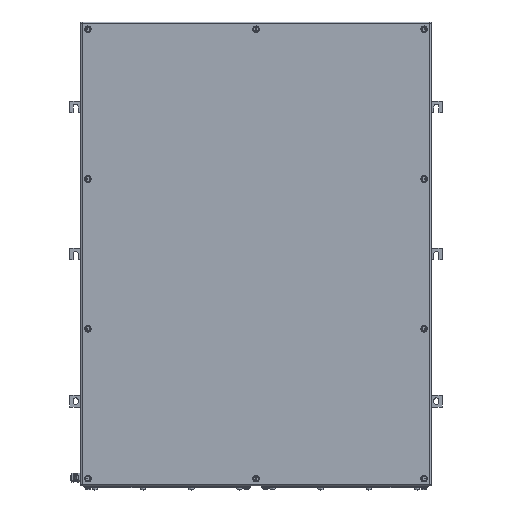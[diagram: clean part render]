
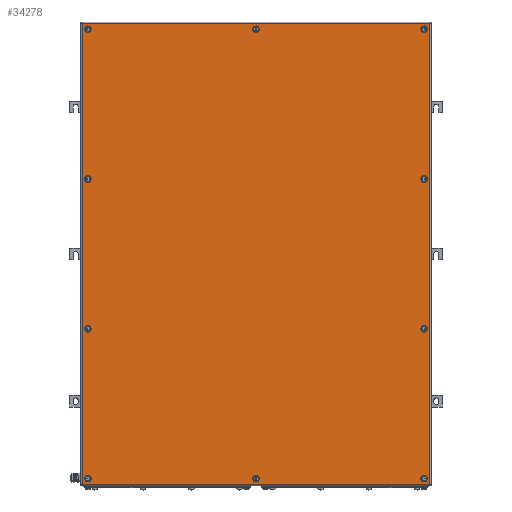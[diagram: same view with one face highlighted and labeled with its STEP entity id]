
A CAD part, top view. The second image highlights one B-rep face of the part: STEP entity #34278.
In plain terms, the highlighted planar face has unit normal (0, 0, 1).
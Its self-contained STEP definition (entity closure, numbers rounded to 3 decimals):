
#34044=AXIS2_PLACEMENT_3D('Circle Axis2P3D',#34042,#34043,$) ;
#34071=AXIS2_PLACEMENT_3D('Plane Axis2P3D',#34068,#34069,#34070) ;
#34109=AXIS2_PLACEMENT_3D('Circle Axis2P3D',#34107,#34108,$) ;
#34118=AXIS2_PLACEMENT_3D('Circle Axis2P3D',#34116,#34117,$) ;
#34127=AXIS2_PLACEMENT_3D('Circle Axis2P3D',#34125,#34126,$) ;
#34136=AXIS2_PLACEMENT_3D('Circle Axis2P3D',#34134,#34135,$) ;
#34145=AXIS2_PLACEMENT_3D('Circle Axis2P3D',#34143,#34144,$) ;
#34154=AXIS2_PLACEMENT_3D('Circle Axis2P3D',#34152,#34153,$) ;
#34163=AXIS2_PLACEMENT_3D('Circle Axis2P3D',#34161,#34162,$) ;
#34172=AXIS2_PLACEMENT_3D('Circle Axis2P3D',#34170,#34171,$) ;
#34181=AXIS2_PLACEMENT_3D('Circle Axis2P3D',#34179,#34180,$) ;
#34190=AXIS2_PLACEMENT_3D('Circle Axis2P3D',#34188,#34189,$) ;
#34199=AXIS2_PLACEMENT_3D('Circle Axis2P3D',#34197,#34198,$) ;
#34208=AXIS2_PLACEMENT_3D('Circle Axis2P3D',#34206,#34207,$) ;
#34217=AXIS2_PLACEMENT_3D('Circle Axis2P3D',#34215,#34216,$) ;
#34226=AXIS2_PLACEMENT_3D('Circle Axis2P3D',#34224,#34225,$) ;
#34235=AXIS2_PLACEMENT_3D('Circle Axis2P3D',#34233,#34234,$) ;
#34244=AXIS2_PLACEMENT_3D('Circle Axis2P3D',#34242,#34243,$) ;
#34253=AXIS2_PLACEMENT_3D('Circle Axis2P3D',#34251,#34252,$) ;
#34262=AXIS2_PLACEMENT_3D('Circle Axis2P3D',#34260,#34261,$) ;
#34271=AXIS2_PLACEMENT_3D('Circle Axis2P3D',#34269,#34270,$) ;
#34039=CARTESIAN_POINT('Vertex',(41.5,659.167,203.5)) ;
#34042=CARTESIAN_POINT('Axis2P3D Location',(38.,659.167,203.5)) ;
#34046=CARTESIAN_POINT('Vertex',(34.5,659.167,203.5)) ;
#34068=CARTESIAN_POINT('Axis2P3D Location',(395.5,501.,203.5)) ;
#34073=CARTESIAN_POINT('Line Origine',(395.5,990.5,203.5)) ;
#34077=CARTESIAN_POINT('Vertex',(765.,990.5,203.5)) ;
#34079=CARTESIAN_POINT('Vertex',(26.,990.5,203.5)) ;
#34082=CARTESIAN_POINT('Line Origine',(26.,501.,203.5)) ;
#34086=CARTESIAN_POINT('Vertex',(26.,11.5,203.5)) ;
#34089=CARTESIAN_POINT('Line Origine',(395.5,11.5,203.5)) ;
#34093=CARTESIAN_POINT('Vertex',(765.,11.5,203.5)) ;
#34096=CARTESIAN_POINT('Line Origine',(765.,501.,203.5)) ;
#34107=CARTESIAN_POINT('Axis2P3D Location',(38.,659.167,203.5)) ;
#34116=CARTESIAN_POINT('Axis2P3D Location',(38.,342.833,203.5)) ;
#34120=CARTESIAN_POINT('Vertex',(34.5,342.833,203.5)) ;
#34122=CARTESIAN_POINT('Vertex',(41.5,342.833,203.5)) ;
#34125=CARTESIAN_POINT('Axis2P3D Location',(38.,342.833,203.5)) ;
#34134=CARTESIAN_POINT('Axis2P3D Location',(753.,342.833,203.5)) ;
#34138=CARTESIAN_POINT('Vertex',(756.5,342.833,203.5)) ;
#34140=CARTESIAN_POINT('Vertex',(749.5,342.833,203.5)) ;
#34143=CARTESIAN_POINT('Axis2P3D Location',(753.,342.833,203.5)) ;
#34152=CARTESIAN_POINT('Axis2P3D Location',(753.,659.167,203.5)) ;
#34156=CARTESIAN_POINT('Vertex',(756.5,659.167,203.5)) ;
#34158=CARTESIAN_POINT('Vertex',(749.5,659.167,203.5)) ;
#34161=CARTESIAN_POINT('Axis2P3D Location',(753.,659.167,203.5)) ;
#34170=CARTESIAN_POINT('Axis2P3D Location',(395.5,23.5,203.5)) ;
#34174=CARTESIAN_POINT('Vertex',(399.,23.5,203.5)) ;
#34176=CARTESIAN_POINT('Vertex',(392.,23.5,203.5)) ;
#34179=CARTESIAN_POINT('Axis2P3D Location',(395.5,23.5,203.5)) ;
#34188=CARTESIAN_POINT('Axis2P3D Location',(395.5,978.5,203.5)) ;
#34192=CARTESIAN_POINT('Vertex',(399.,978.5,203.5)) ;
#34194=CARTESIAN_POINT('Vertex',(392.,978.5,203.5)) ;
#34197=CARTESIAN_POINT('Axis2P3D Location',(395.5,978.5,203.5)) ;
#34206=CARTESIAN_POINT('Axis2P3D Location',(38.,978.5,203.5)) ;
#34210=CARTESIAN_POINT('Vertex',(34.5,978.5,203.5)) ;
#34212=CARTESIAN_POINT('Vertex',(41.5,978.5,203.5)) ;
#34215=CARTESIAN_POINT('Axis2P3D Location',(38.,978.5,203.5)) ;
#34224=CARTESIAN_POINT('Axis2P3D Location',(38.,23.5,203.5)) ;
#34228=CARTESIAN_POINT('Vertex',(34.5,23.5,203.5)) ;
#34230=CARTESIAN_POINT('Vertex',(41.5,23.5,203.5)) ;
#34233=CARTESIAN_POINT('Axis2P3D Location',(38.,23.5,203.5)) ;
#34242=CARTESIAN_POINT('Axis2P3D Location',(753.,23.5,203.5)) ;
#34246=CARTESIAN_POINT('Vertex',(756.5,23.5,203.5)) ;
#34248=CARTESIAN_POINT('Vertex',(749.5,23.5,203.5)) ;
#34251=CARTESIAN_POINT('Axis2P3D Location',(753.,23.5,203.5)) ;
#34260=CARTESIAN_POINT('Axis2P3D Location',(753.,978.5,203.5)) ;
#34264=CARTESIAN_POINT('Vertex',(756.5,978.5,203.5)) ;
#34266=CARTESIAN_POINT('Vertex',(749.5,978.5,203.5)) ;
#34269=CARTESIAN_POINT('Axis2P3D Location',(753.,978.5,203.5)) ;
#34043=DIRECTION('Axis2P3D Direction',(0.,0.,1.)) ;
#34069=DIRECTION('Axis2P3D Direction',(0.,0.,1.)) ;
#34070=DIRECTION('Axis2P3D XDirection',(1.,0.,0.)) ;
#34074=DIRECTION('Vector Direction',(1.,0.,0.)) ;
#34083=DIRECTION('Vector Direction',(0.,-1.,0.)) ;
#34090=DIRECTION('Vector Direction',(1.,0.,0.)) ;
#34097=DIRECTION('Vector Direction',(0.,1.,0.)) ;
#34108=DIRECTION('Axis2P3D Direction',(0.,0.,1.)) ;
#34117=DIRECTION('Axis2P3D Direction',(0.,0.,1.)) ;
#34126=DIRECTION('Axis2P3D Direction',(0.,0.,1.)) ;
#34135=DIRECTION('Axis2P3D Direction',(0.,0.,1.)) ;
#34144=DIRECTION('Axis2P3D Direction',(0.,0.,1.)) ;
#34153=DIRECTION('Axis2P3D Direction',(0.,0.,1.)) ;
#34162=DIRECTION('Axis2P3D Direction',(0.,0.,1.)) ;
#34171=DIRECTION('Axis2P3D Direction',(0.,0.,1.)) ;
#34180=DIRECTION('Axis2P3D Direction',(0.,0.,1.)) ;
#34189=DIRECTION('Axis2P3D Direction',(0.,0.,1.)) ;
#34198=DIRECTION('Axis2P3D Direction',(0.,0.,1.)) ;
#34207=DIRECTION('Axis2P3D Direction',(0.,0.,1.)) ;
#34216=DIRECTION('Axis2P3D Direction',(0.,0.,1.)) ;
#34225=DIRECTION('Axis2P3D Direction',(0.,0.,1.)) ;
#34234=DIRECTION('Axis2P3D Direction',(0.,0.,1.)) ;
#34243=DIRECTION('Axis2P3D Direction',(0.,0.,1.)) ;
#34252=DIRECTION('Axis2P3D Direction',(0.,0.,1.)) ;
#34261=DIRECTION('Axis2P3D Direction',(0.,0.,1.)) ;
#34270=DIRECTION('Axis2P3D Direction',(0.,0.,1.)) ;
#34075=VECTOR('Line Direction',#34074,1.) ;
#34084=VECTOR('Line Direction',#34083,1.) ;
#34091=VECTOR('Line Direction',#34090,1.) ;
#34098=VECTOR('Line Direction',#34097,1.) ;
#34102=ORIENTED_EDGE('',*,*,#34081,.T.) ;
#34103=ORIENTED_EDGE('',*,*,#34088,.T.) ;
#34104=ORIENTED_EDGE('',*,*,#34095,.T.) ;
#34105=ORIENTED_EDGE('',*,*,#34100,.T.) ;
#34113=ORIENTED_EDGE('',*,*,#34111,.F.) ;
#34114=ORIENTED_EDGE('',*,*,#34048,.F.) ;
#34131=ORIENTED_EDGE('',*,*,#34124,.F.) ;
#34132=ORIENTED_EDGE('',*,*,#34129,.F.) ;
#34149=ORIENTED_EDGE('',*,*,#34142,.F.) ;
#34150=ORIENTED_EDGE('',*,*,#34147,.F.) ;
#34167=ORIENTED_EDGE('',*,*,#34160,.F.) ;
#34168=ORIENTED_EDGE('',*,*,#34165,.F.) ;
#34185=ORIENTED_EDGE('',*,*,#34178,.F.) ;
#34186=ORIENTED_EDGE('',*,*,#34183,.F.) ;
#34203=ORIENTED_EDGE('',*,*,#34196,.F.) ;
#34204=ORIENTED_EDGE('',*,*,#34201,.F.) ;
#34221=ORIENTED_EDGE('',*,*,#34214,.F.) ;
#34222=ORIENTED_EDGE('',*,*,#34219,.F.) ;
#34239=ORIENTED_EDGE('',*,*,#34232,.F.) ;
#34240=ORIENTED_EDGE('',*,*,#34237,.F.) ;
#34257=ORIENTED_EDGE('',*,*,#34250,.F.) ;
#34258=ORIENTED_EDGE('',*,*,#34255,.F.) ;
#34275=ORIENTED_EDGE('',*,*,#34268,.F.) ;
#34276=ORIENTED_EDGE('',*,*,#34273,.F.) ;
#34115=FACE_BOUND('',#34112,.T.) ;
#34133=FACE_BOUND('',#34130,.T.) ;
#34151=FACE_BOUND('',#34148,.T.) ;
#34169=FACE_BOUND('',#34166,.T.) ;
#34187=FACE_BOUND('',#34184,.T.) ;
#34205=FACE_BOUND('',#34202,.T.) ;
#34223=FACE_BOUND('',#34220,.T.) ;
#34241=FACE_BOUND('',#34238,.T.) ;
#34259=FACE_BOUND('',#34256,.T.) ;
#34277=FACE_BOUND('',#34274,.T.) ;
#34278=ADVANCED_FACE('ZUB_KTB_FS_987420_1GP_AllCATPart.2\\ZUB_DE_KTB_FS_.1\\DE_KTB_MH_PART_MASTER.1\\Koerper.2',(#34106,#34115,#34133,#34151,#34169,#34187,#34205,#34223,#34241,#34259,#34277),#34072,.T.) ;
#34045=CIRCLE('generated circle',#34044,3.5) ;
#34110=CIRCLE('generated circle',#34109,3.5) ;
#34119=CIRCLE('generated circle',#34118,3.5) ;
#34128=CIRCLE('generated circle',#34127,3.5) ;
#34137=CIRCLE('generated circle',#34136,3.5) ;
#34146=CIRCLE('generated circle',#34145,3.5) ;
#34155=CIRCLE('generated circle',#34154,3.5) ;
#34164=CIRCLE('generated circle',#34163,3.5) ;
#34173=CIRCLE('generated circle',#34172,3.5) ;
#34182=CIRCLE('generated circle',#34181,3.5) ;
#34191=CIRCLE('generated circle',#34190,3.5) ;
#34200=CIRCLE('generated circle',#34199,3.5) ;
#34209=CIRCLE('generated circle',#34208,3.5) ;
#34218=CIRCLE('generated circle',#34217,3.5) ;
#34227=CIRCLE('generated circle',#34226,3.5) ;
#34236=CIRCLE('generated circle',#34235,3.5) ;
#34245=CIRCLE('generated circle',#34244,3.5) ;
#34254=CIRCLE('generated circle',#34253,3.5) ;
#34263=CIRCLE('generated circle',#34262,3.5) ;
#34272=CIRCLE('generated circle',#34271,3.5) ;
#34048=EDGE_CURVE('',#34040,#34047,#34045,.T.) ;
#34081=EDGE_CURVE('',#34078,#34080,#34076,.F.) ;
#34088=EDGE_CURVE('',#34080,#34087,#34085,.T.) ;
#34095=EDGE_CURVE('',#34087,#34094,#34092,.T.) ;
#34100=EDGE_CURVE('',#34094,#34078,#34099,.T.) ;
#34111=EDGE_CURVE('',#34047,#34040,#34110,.T.) ;
#34124=EDGE_CURVE('',#34121,#34123,#34119,.T.) ;
#34129=EDGE_CURVE('',#34123,#34121,#34128,.T.) ;
#34142=EDGE_CURVE('',#34139,#34141,#34137,.T.) ;
#34147=EDGE_CURVE('',#34141,#34139,#34146,.T.) ;
#34160=EDGE_CURVE('',#34157,#34159,#34155,.T.) ;
#34165=EDGE_CURVE('',#34159,#34157,#34164,.T.) ;
#34178=EDGE_CURVE('',#34175,#34177,#34173,.T.) ;
#34183=EDGE_CURVE('',#34177,#34175,#34182,.T.) ;
#34196=EDGE_CURVE('',#34193,#34195,#34191,.T.) ;
#34201=EDGE_CURVE('',#34195,#34193,#34200,.T.) ;
#34214=EDGE_CURVE('',#34211,#34213,#34209,.T.) ;
#34219=EDGE_CURVE('',#34213,#34211,#34218,.T.) ;
#34232=EDGE_CURVE('',#34229,#34231,#34227,.T.) ;
#34237=EDGE_CURVE('',#34231,#34229,#34236,.T.) ;
#34250=EDGE_CURVE('',#34247,#34249,#34245,.T.) ;
#34255=EDGE_CURVE('',#34249,#34247,#34254,.T.) ;
#34268=EDGE_CURVE('',#34265,#34267,#34263,.T.) ;
#34273=EDGE_CURVE('',#34267,#34265,#34272,.T.) ;
#34101=EDGE_LOOP('',(#34102,#34103,#34104,#34105)) ;
#34112=EDGE_LOOP('',(#34113,#34114)) ;
#34130=EDGE_LOOP('',(#34131,#34132)) ;
#34148=EDGE_LOOP('',(#34149,#34150)) ;
#34166=EDGE_LOOP('',(#34167,#34168)) ;
#34184=EDGE_LOOP('',(#34185,#34186)) ;
#34202=EDGE_LOOP('',(#34203,#34204)) ;
#34220=EDGE_LOOP('',(#34221,#34222)) ;
#34238=EDGE_LOOP('',(#34239,#34240)) ;
#34256=EDGE_LOOP('',(#34257,#34258)) ;
#34274=EDGE_LOOP('',(#34275,#34276)) ;
#34106=FACE_OUTER_BOUND('',#34101,.T.) ;
#34076=LINE('Line',#34073,#34075) ;
#34085=LINE('Line',#34082,#34084) ;
#34092=LINE('Line',#34089,#34091) ;
#34099=LINE('Line',#34096,#34098) ;
#34072=PLANE('',#34071) ;
#34040=VERTEX_POINT('',#34039) ;
#34047=VERTEX_POINT('',#34046) ;
#34078=VERTEX_POINT('',#34077) ;
#34080=VERTEX_POINT('',#34079) ;
#34087=VERTEX_POINT('',#34086) ;
#34094=VERTEX_POINT('',#34093) ;
#34121=VERTEX_POINT('',#34120) ;
#34123=VERTEX_POINT('',#34122) ;
#34139=VERTEX_POINT('',#34138) ;
#34141=VERTEX_POINT('',#34140) ;
#34157=VERTEX_POINT('',#34156) ;
#34159=VERTEX_POINT('',#34158) ;
#34175=VERTEX_POINT('',#34174) ;
#34177=VERTEX_POINT('',#34176) ;
#34193=VERTEX_POINT('',#34192) ;
#34195=VERTEX_POINT('',#34194) ;
#34211=VERTEX_POINT('',#34210) ;
#34213=VERTEX_POINT('',#34212) ;
#34229=VERTEX_POINT('',#34228) ;
#34231=VERTEX_POINT('',#34230) ;
#34247=VERTEX_POINT('',#34246) ;
#34249=VERTEX_POINT('',#34248) ;
#34265=VERTEX_POINT('',#34264) ;
#34267=VERTEX_POINT('',#34266) ;
